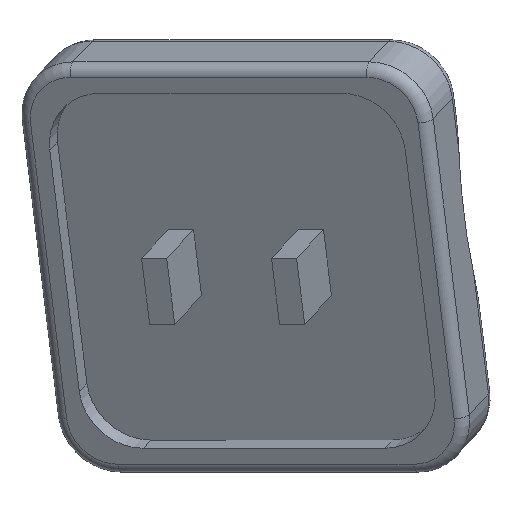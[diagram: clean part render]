
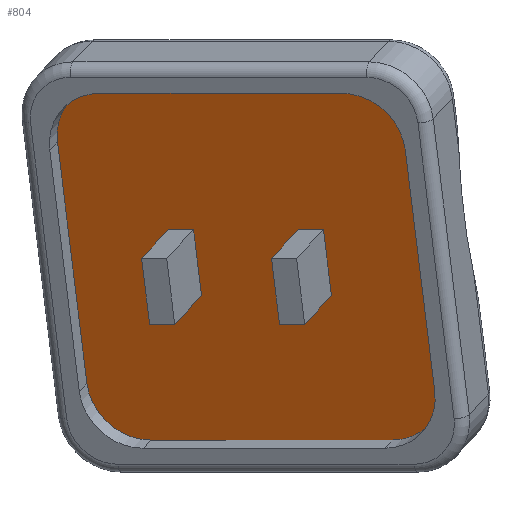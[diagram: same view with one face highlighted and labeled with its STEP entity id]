
A CAD part, left-side view. The second image highlights one B-rep face of the part: STEP entity #804.
In plain terms, the highlighted planar face has unit normal (-0.885, 0.317, -0.341).
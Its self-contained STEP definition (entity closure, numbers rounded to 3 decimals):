
#16=FACE_BOUND('',#323,.T.);
#17=FACE_BOUND('',#324,.T.);
#62=CIRCLE('',#898,2.5);
#63=CIRCLE('',#901,2.5);
#64=CIRCLE('',#904,2.5);
#65=CIRCLE('',#906,2.5);
#116=LINE('',#1464,#182);
#120=LINE('',#1474,#186);
#123=LINE('',#1481,#189);
#124=LINE('',#1483,#190);
#125=LINE('',#1487,#191);
#126=LINE('',#1489,#192);
#127=LINE('',#1491,#193);
#128=LINE('',#1492,#194);
#129=LINE('',#1495,#195);
#130=LINE('',#1497,#196);
#131=LINE('',#1499,#197);
#132=LINE('',#1500,#198);
#182=VECTOR('',#1089,10.);
#186=VECTOR('',#1099,10.);
#189=VECTOR('',#1108,10.);
#190=VECTOR('',#1109,10.);
#191=VECTOR('',#1112,10.);
#192=VECTOR('',#1113,10.);
#193=VECTOR('',#1114,10.);
#194=VECTOR('',#1115,10.);
#195=VECTOR('',#1116,10.);
#196=VECTOR('',#1117,10.);
#197=VECTOR('',#1118,10.);
#198=VECTOR('',#1119,10.);
#225=PLANE('',#905);
#272=FACE_OUTER_BOUND('',#322,.T.);
#322=EDGE_LOOP('',(#697,#698,#699,#700,#701,#702,#703,#704));
#323=EDGE_LOOP('',(#705,#706,#707,#708));
#324=EDGE_LOOP('',(#709,#710,#711,#712));
#397=VERTEX_POINT('',#1457);
#398=VERTEX_POINT('',#1458);
#399=VERTEX_POINT('',#1463);
#400=VERTEX_POINT('',#1467);
#401=VERTEX_POINT('',#1468);
#402=VERTEX_POINT('',#1473);
#403=VERTEX_POINT('',#1477);
#404=VERTEX_POINT('',#1482);
#405=VERTEX_POINT('',#1485);
#406=VERTEX_POINT('',#1486);
#407=VERTEX_POINT('',#1488);
#408=VERTEX_POINT('',#1490);
#409=VERTEX_POINT('',#1493);
#410=VERTEX_POINT('',#1494);
#411=VERTEX_POINT('',#1496);
#412=VERTEX_POINT('',#1498);
#497=EDGE_CURVE('',#397,#398,#62,.T.);
#500=EDGE_CURVE('',#399,#397,#116,.T.);
#502=EDGE_CURVE('',#400,#401,#63,.T.);
#505=EDGE_CURVE('',#402,#400,#120,.T.);
#507=EDGE_CURVE('',#403,#402,#64,.T.);
#509=EDGE_CURVE('',#398,#403,#123,.T.);
#510=EDGE_CURVE('',#401,#404,#124,.T.);
#511=EDGE_CURVE('',#404,#399,#65,.T.);
#512=EDGE_CURVE('',#405,#406,#125,.T.);
#513=EDGE_CURVE('',#406,#407,#126,.T.);
#514=EDGE_CURVE('',#407,#408,#127,.T.);
#515=EDGE_CURVE('',#408,#405,#128,.T.);
#516=EDGE_CURVE('',#409,#410,#129,.T.);
#517=EDGE_CURVE('',#410,#411,#130,.T.);
#518=EDGE_CURVE('',#411,#412,#131,.T.);
#519=EDGE_CURVE('',#412,#409,#132,.T.);
#697=ORIENTED_EDGE('',*,*,#497,.T.);
#698=ORIENTED_EDGE('',*,*,#509,.T.);
#699=ORIENTED_EDGE('',*,*,#507,.T.);
#700=ORIENTED_EDGE('',*,*,#505,.T.);
#701=ORIENTED_EDGE('',*,*,#502,.T.);
#702=ORIENTED_EDGE('',*,*,#510,.T.);
#703=ORIENTED_EDGE('',*,*,#511,.T.);
#704=ORIENTED_EDGE('',*,*,#500,.T.);
#705=ORIENTED_EDGE('',*,*,#512,.T.);
#706=ORIENTED_EDGE('',*,*,#513,.T.);
#707=ORIENTED_EDGE('',*,*,#514,.T.);
#708=ORIENTED_EDGE('',*,*,#515,.T.);
#709=ORIENTED_EDGE('',*,*,#516,.T.);
#710=ORIENTED_EDGE('',*,*,#517,.T.);
#711=ORIENTED_EDGE('',*,*,#518,.T.);
#712=ORIENTED_EDGE('',*,*,#519,.T.);
#804=ADVANCED_FACE('',(#272,#16,#17),#225,.F.);
#898=AXIS2_PLACEMENT_3D('',#1459,#1083,#1084);
#901=AXIS2_PLACEMENT_3D('',#1469,#1093,#1094);
#904=AXIS2_PLACEMENT_3D('',#1478,#1103,#1104);
#905=AXIS2_PLACEMENT_3D('',#1480,#1106,#1107);
#906=AXIS2_PLACEMENT_3D('',#1484,#1110,#1111);
#1083=DIRECTION('center_axis',(-0.885,0.317,-0.341));
#1084=DIRECTION('ref_axis',(-0.465,-0.585,0.665));
#1089=DIRECTION('',(-0.321,0.115,0.94));
#1093=DIRECTION('center_axis',(-0.885,0.317,-0.341));
#1094=DIRECTION('ref_axis',(0.465,0.585,-0.665));
#1099=DIRECTION('',(0.321,-0.115,-0.94));
#1103=DIRECTION('center_axis',(-0.885,0.317,-0.341));
#1104=DIRECTION('ref_axis',(0.011,0.747,0.665));
#1106=DIRECTION('center_axis',(0.885,-0.317,0.341));
#1107=DIRECTION('ref_axis',(0.321,-0.115,-0.94));
#1108=DIRECTION('',(0.337,0.942,0.));
#1109=DIRECTION('',(-0.337,-0.942,0.));
#1110=DIRECTION('center_axis',(-0.885,0.317,-0.341));
#1111=DIRECTION('ref_axis',(-0.011,-0.747,-0.665));
#1112=DIRECTION('',(0.337,0.942,0.));
#1113=DIRECTION('',(-0.321,0.115,0.94));
#1114=DIRECTION('',(-0.337,-0.942,0.));
#1115=DIRECTION('',(0.321,-0.115,-0.94));
#1116=DIRECTION('',(0.337,0.942,0.));
#1117=DIRECTION('',(-0.321,0.115,0.94));
#1118=DIRECTION('',(-0.337,-0.942,0.));
#1119=DIRECTION('',(0.321,-0.115,-0.94));
#1457=CARTESIAN_POINT('',(17.94,-43.379,-20.124));
#1458=CARTESIAN_POINT('',(17.98,-40.738,-17.773));
#1459=CARTESIAN_POINT('Origin',(18.782,-41.025,-20.124));
#1463=CARTESIAN_POINT('',(21.341,-44.595,-30.089));
#1464=CARTESIAN_POINT('',(18.389,-43.54,-21.44));
#1467=CARTESIAN_POINT('',(26.594,-29.907,-30.089));
#1468=CARTESIAN_POINT('',(26.554,-32.547,-32.44));
#1469=CARTESIAN_POINT('Origin',(25.752,-32.261,-30.089));
#1473=CARTESIAN_POINT('',(23.194,-28.69,-20.124));
#1474=CARTESIAN_POINT('',(26.145,-29.746,-28.773));
#1477=CARTESIAN_POINT('',(21.55,-30.757,-17.773));
#1478=CARTESIAN_POINT('Origin',(22.352,-31.044,-20.124));
#1480=CARTESIAN_POINT('Origin',(22.267,-36.643,-25.107));
#1481=CARTESIAN_POINT('',(21.078,-32.076,-17.773));
#1482=CARTESIAN_POINT('',(22.985,-42.528,-32.44));
#1483=CARTESIAN_POINT('',(23.456,-41.21,-32.44));
#1484=CARTESIAN_POINT('Origin',(22.182,-42.241,-30.089));
#1485=CARTESIAN_POINT('',(21.587,-40.011,-26.47));
#1486=CARTESIAN_POINT('',(21.958,-38.975,-26.47));
#1487=CARTESIAN_POINT('',(22.345,-37.892,-26.47));
#1488=CARTESIAN_POINT('',(21.027,-38.642,-23.743));
#1489=CARTESIAN_POINT('',(21.26,-38.725,-24.425));
#1490=CARTESIAN_POINT('',(20.657,-39.678,-23.743));
#1491=CARTESIAN_POINT('',(21.229,-38.077,-23.743));
#1492=CARTESIAN_POINT('',(21.355,-39.927,-25.788));
#1493=CARTESIAN_POINT('',(23.507,-34.644,-26.47));
#1494=CARTESIAN_POINT('',(23.877,-33.608,-26.47));
#1495=CARTESIAN_POINT('',(23.305,-35.208,-26.47));
#1496=CARTESIAN_POINT('',(22.947,-33.275,-23.743));
#1497=CARTESIAN_POINT('',(23.18,-33.358,-24.425));
#1498=CARTESIAN_POINT('',(22.577,-34.311,-23.743));
#1499=CARTESIAN_POINT('',(22.189,-35.394,-23.743));
#1500=CARTESIAN_POINT('',(23.274,-34.56,-25.788));
